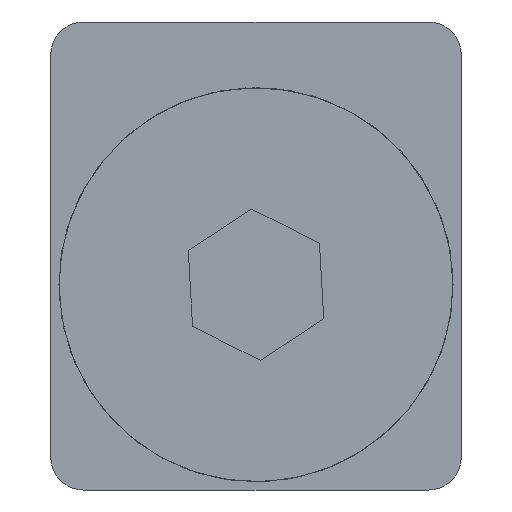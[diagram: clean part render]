
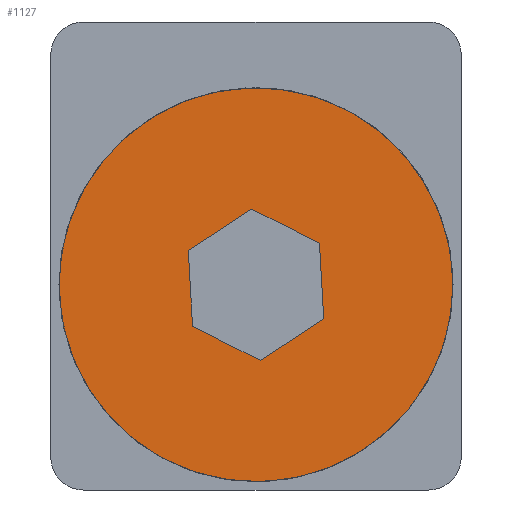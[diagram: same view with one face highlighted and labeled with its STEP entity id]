
A CAD part, front view. The second image highlights one B-rep face of the part: STEP entity #1127.
In plain terms, the highlighted face is planar.
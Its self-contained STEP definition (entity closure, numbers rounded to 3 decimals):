
#14 = CARTESIAN_POINT ( 'NONE',  ( 0., -2.309, 0. ) ) ;
#28 = LINE ( 'NONE', #1416, #763 ) ;
#90 = AXIS2_PLACEMENT_3D ( 'NONE', #441, #863, #1278 ) ;
#106 = VERTEX_POINT ( 'NONE', #1393 ) ;
#121 = CARTESIAN_POINT ( 'NONE',  ( 0., 2.309, 0. ) ) ;
#123 = ORIENTED_EDGE ( 'NONE', *, *, #1559, .F. ) ;
#173 = CIRCLE ( 'NONE', #586, 6. ) ;
#271 = FACE_BOUND ( 'NONE', #2209, .T. ) ;
#342 = EDGE_CURVE ( 'NONE', #2132, #106, #28, .T. ) ;
#392 = DIRECTION ( 'NONE',  ( 0., -0.5, 0.866 ) ) ;
#441 = CARTESIAN_POINT ( 'NONE',  ( 0., 0., 0. ) ) ;
#457 = EDGE_CURVE ( 'NONE', #1418, #1781, #173, .T. ) ;
#464 = VECTOR ( 'NONE', #1628, 1000. ) ;
#482 = VECTOR ( 'NONE', #1341, 1000. ) ;
#487 = DIRECTION ( 'NONE',  ( -1., 0., 0. ) ) ;
#528 = LINE ( 'NONE', #121, #482 ) ;
#541 = DIRECTION ( 'NONE',  ( 0., 1., 0. ) ) ;
#566 = LINE ( 'NONE', #1379, #1780 ) ;
#586 = AXIS2_PLACEMENT_3D ( 'NONE', #2123, #487, #1300 ) ;
#613 = ORIENTED_EDGE ( 'NONE', *, *, #342, .F. ) ;
#634 = EDGE_CURVE ( 'NONE', #1093, #1109, #566, .T. ) ;
#727 = CARTESIAN_POINT ( 'NONE',  ( 0., 1.155, 2. ) ) ;
#736 = EDGE_CURVE ( 'NONE', #1612, #1986, #1414, .T. ) ;
#763 = VECTOR ( 'NONE', #1875, 1000. ) ;
#863 = DIRECTION ( 'NONE',  ( -1., 0., 0. ) ) ;
#933 = CARTESIAN_POINT ( 'NONE',  ( 0., 0., -6. ) ) ;
#943 = DIRECTION ( 'NONE',  ( 0., 0.5, -0.866 ) ) ;
#1012 = CARTESIAN_POINT ( 'NONE',  ( 0., -1.155, -2. ) ) ;
#1093 = VERTEX_POINT ( 'NONE', #727 ) ;
#1109 = VERTEX_POINT ( 'NONE', #1137 ) ;
#1127 = ADVANCED_FACE ( 'NONE', ( #271, #1470 ), #2258, .T. ) ;
#1137 = CARTESIAN_POINT ( 'NONE',  ( 0., 2.309, 0. ) ) ;
#1243 = ORIENTED_EDGE ( 'NONE', *, *, #1493, .T. ) ;
#1246 = CARTESIAN_POINT ( 'NONE',  ( 0., 1.155, -2. ) ) ;
#1278 = DIRECTION ( 'NONE',  ( 0., 0., 1. ) ) ;
#1286 = ORIENTED_EDGE ( 'NONE', *, *, #2413, .F. ) ;
#1300 = DIRECTION ( 'NONE',  ( 0., 0., 1. ) ) ;
#1317 = VECTOR ( 'NONE', #392, 1000. ) ;
#1341 = DIRECTION ( 'NONE',  ( 0., -0.5, -0.866 ) ) ;
#1379 = CARTESIAN_POINT ( 'NONE',  ( 0., 1.155, 2. ) ) ;
#1393 = CARTESIAN_POINT ( 'NONE',  ( 0., -1.155, -2. ) ) ;
#1414 = LINE ( 'NONE', #14, #464 ) ;
#1416 = CARTESIAN_POINT ( 'NONE',  ( 0., 1.155, -2. ) ) ;
#1418 = VERTEX_POINT ( 'NONE', #1497 ) ;
#1470 = FACE_OUTER_BOUND ( 'NONE', #2053, .T. ) ;
#1493 = EDGE_CURVE ( 'NONE', #1781, #1418, #1870, .T. ) ;
#1497 = CARTESIAN_POINT ( 'NONE',  ( 0., 0., 6. ) ) ;
#1553 = CARTESIAN_POINT ( 'NONE',  ( 0., -1.155, 2. ) ) ;
#1559 = EDGE_CURVE ( 'NONE', #106, #1612, #2420, .T. ) ;
#1610 = CARTESIAN_POINT ( 'NONE',  ( 0., -2.309, 0. ) ) ;
#1612 = VERTEX_POINT ( 'NONE', #1610 ) ;
#1613 = AXIS2_PLACEMENT_3D ( 'NONE', #2035, #1864, #1841 ) ;
#1619 = CARTESIAN_POINT ( 'NONE',  ( 0., -1.155, 2. ) ) ;
#1628 = DIRECTION ( 'NONE',  ( 0., 0.5, 0.866 ) ) ;
#1652 = ORIENTED_EDGE ( 'NONE', *, *, #736, .F. ) ;
#1780 = VECTOR ( 'NONE', #943, 1000. ) ;
#1781 = VERTEX_POINT ( 'NONE', #933 ) ;
#1800 = ORIENTED_EDGE ( 'NONE', *, *, #634, .F. ) ;
#1841 = DIRECTION ( 'NONE',  ( 0., 0., 1. ) ) ;
#1864 = DIRECTION ( 'NONE',  ( -1., 0., 0. ) ) ;
#1870 = CIRCLE ( 'NONE', #1613, 6. ) ;
#1874 = VECTOR ( 'NONE', #541, 1000. ) ;
#1875 = DIRECTION ( 'NONE',  ( 0., -1., 0. ) ) ;
#1986 = VERTEX_POINT ( 'NONE', #1619 ) ;
#2035 = CARTESIAN_POINT ( 'NONE',  ( 0., 0., 0. ) ) ;
#2053 = EDGE_LOOP ( 'NONE', ( #2261, #1243 ) ) ;
#2123 = CARTESIAN_POINT ( 'NONE',  ( 0., 0., 0. ) ) ;
#2132 = VERTEX_POINT ( 'NONE', #1246 ) ;
#2151 = LINE ( 'NONE', #1553, #1874 ) ;
#2156 = ORIENTED_EDGE ( 'NONE', *, *, #2304, .F. ) ;
#2209 = EDGE_LOOP ( 'NONE', ( #1800, #2156, #1652, #123, #613, #1286 ) ) ;
#2258 = PLANE ( 'NONE',  #90 ) ;
#2261 = ORIENTED_EDGE ( 'NONE', *, *, #457, .T. ) ;
#2304 = EDGE_CURVE ( 'NONE', #1986, #1093, #2151, .T. ) ;
#2413 = EDGE_CURVE ( 'NONE', #1109, #2132, #528, .T. ) ;
#2420 = LINE ( 'NONE', #1012, #1317 ) ;
